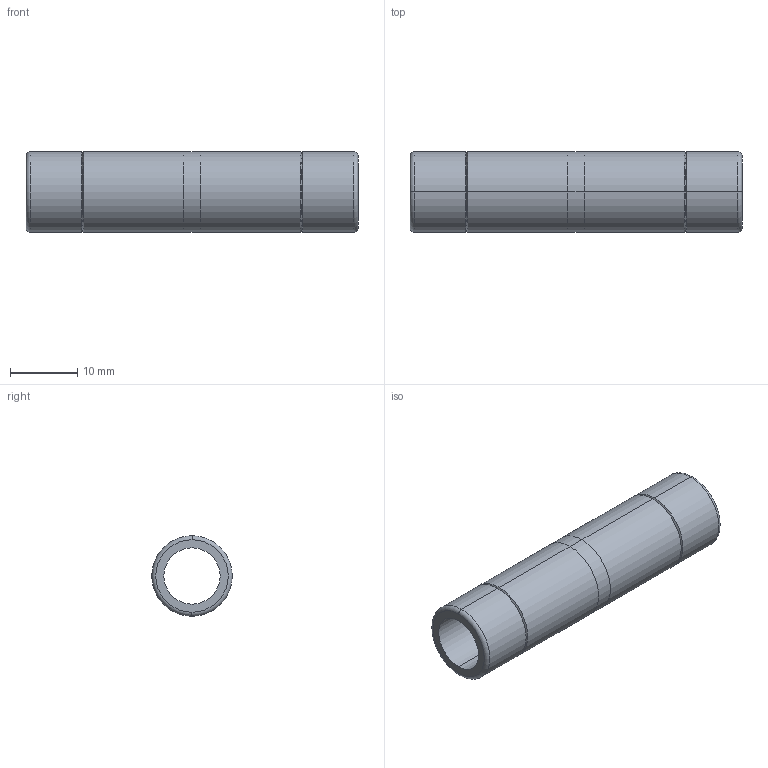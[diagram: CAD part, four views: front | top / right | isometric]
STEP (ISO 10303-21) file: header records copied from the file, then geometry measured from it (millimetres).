
FILE_DESCRIPTION(('STEP AP214'),'1');
FILE_NAME('3620_12_00.stp','2016-07-07T14:25:41',('TraceParts'),('TraceParts S.A.'),'Spatial InterOp 3D',' ',' ');
FILE_SCHEMA(('automotive_design'));
Length unit declared in the file: millimetre
Products named in the file (1): 1
Bounding box: 49.5 x 12 x 12 mm (x, y, z)
Volume: 2844.8 mm3; surface area: 3455.5 mm2
Topology: 1 solids, 1 shells, 34 faces, 80 edges, 52 vertices
Faces by surface type: cylinder 16, cone 8, plane 6, torus 4
Entity records: 1027 total; most frequent: DIRECTION 206, CARTESIAN_POINT 167, ORIENTED_EDGE 160, AXIS2_PLACEMENT_3D 91, EDGE_CURVE 80, CIRCLE 56, VERTEX_POINT 52, EDGE_LOOP 40
